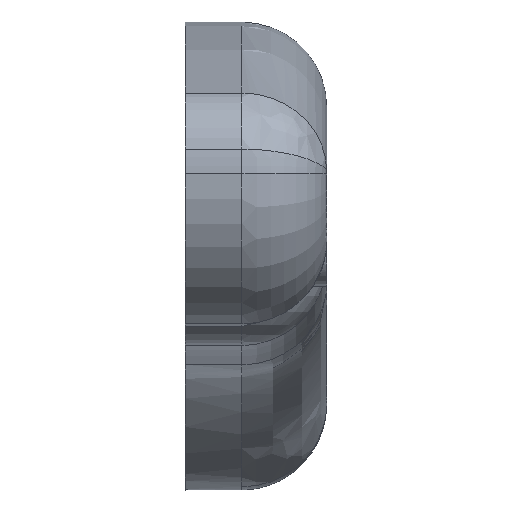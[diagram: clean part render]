
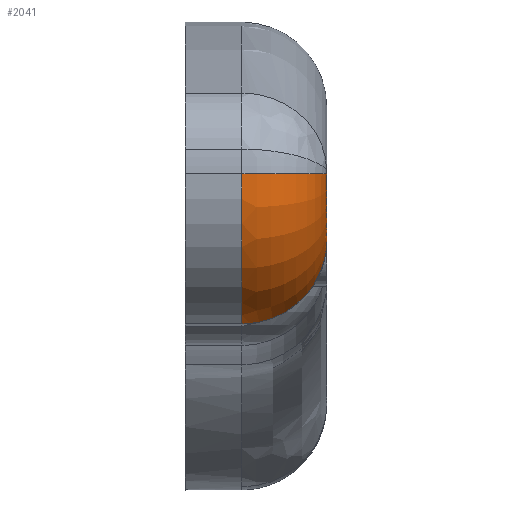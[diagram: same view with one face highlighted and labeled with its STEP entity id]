
A CAD part, top view. The second image highlights one B-rep face of the part: STEP entity #2041.
In plain terms, the highlighted toroidal (fillet/blend) face has major radius 9.94 mm and minor radius 12 mm.
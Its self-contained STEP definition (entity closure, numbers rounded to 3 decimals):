
#4 = VERTEX_POINT ( 'NONE', #3146 ) ;
#92 = CARTESIAN_POINT ( 'NONE',  ( 19.979, -105.889, 146.205 ) ) ;
#94 = VERTEX_POINT ( 'NONE', #2890 ) ;
#139 = CARTESIAN_POINT ( 'NONE',  ( 19.979, -105.889, 146.205 ) ) ;
#154 = CARTESIAN_POINT ( 'NONE',  ( 19.602, -108.457, 146.052 ) ) ;
#172 = CARTESIAN_POINT ( 'NONE',  ( 15.045, -114.96, 147.446 ) ) ;
#192 = B_SPLINE_CURVE_WITH_KNOTS ( 'NONE', 3,
 ( #1325, #1822, #1605, #2726 ),
 .UNSPECIFIED., .F., .F.,
 ( 4, 4 ),
 ( 0.004, 0.004 ),
 .UNSPECIFIED. ) ;
#207 = CARTESIAN_POINT ( 'NONE',  ( 8., -117.211, 147.859 ) ) ;
#225 = CARTESIAN_POINT ( 'NONE',  ( 10.713, -116.909, 147.805 ) ) ;
#336 = CIRCLE ( 'NONE', #926, 9.94 ) ;
#347 = EDGE_CURVE ( 'NONE', #1455, #1039, #192, .T. ) ;
#369 = ORIENTED_EDGE ( 'NONE', *, *, #347, .F. ) ;
#445 = CARTESIAN_POINT ( 'NONE',  ( 9.372, -117.152, 147.848 ) ) ;
#460 = TOROIDAL_SURFACE ( 'NONE', #2213, 9.94, 12. ) ;
#464 = CARTESIAN_POINT ( 'NONE',  ( 19.295, -109.414, 146.278 ) ) ;
#545 = ORIENTED_EDGE ( 'NONE', *, *, #3336, .F. ) ;
#643 = ORIENTED_EDGE ( 'NONE', *, *, #1105, .F. ) ;
#703 = CARTESIAN_POINT ( 'NONE',  ( 13.299, -116.014, 147.644 ) ) ;
#721 = CARTESIAN_POINT ( 'NONE',  ( 17.28, -112.89, 147.037 ) ) ;
#760 = CARTESIAN_POINT ( 'NONE',  ( 19.406, -109.099, 146.204 ) ) ;
#926 = AXIS2_PLACEMENT_3D ( 'NONE', #2962, #3207, #1350 ) ;
#939 = CARTESIAN_POINT ( 'NONE',  ( 19.808, -107.498, 145.994 ) ) ;
#980 = AXIS2_PLACEMENT_3D ( 'NONE', #2946, #2628, #1896 ) ;
#987 = CARTESIAN_POINT ( 'NONE',  ( 12.678, -116.294, 147.695 ) ) ;
#1004 = CARTESIAN_POINT ( 'NONE',  ( 18.922, -110.343, 146.491 ) ) ;
#1036 = CARTESIAN_POINT ( 'NONE',  ( 11.705, -116.637, 147.757 ) ) ;
#1039 = VERTEX_POINT ( 'NONE', #139 ) ;
#1056 = CARTESIAN_POINT ( 'NONE',  ( 17.493, -112.628, 146.983 ) ) ;
#1069 = DIRECTION ( 'NONE',  ( 1., 0., 0. ) ) ;
#1086 = FACE_OUTER_BOUND ( 'NONE', #1505, .T. ) ;
#1100 = ORIENTED_EDGE ( 'NONE', *, *, #1132, .F. ) ;
#1105 = EDGE_CURVE ( 'NONE', #1039, #3409, #1506, .T. ) ;
#1132 = EDGE_CURVE ( 'NONE', #3409, #3057, #2024, .T. ) ;
#1214 = CARTESIAN_POINT ( 'NONE',  ( 19.855, -107.185, 146.073 ) ) ;
#1291 = CARTESIAN_POINT ( 'NONE',  ( 16.121, -114.115, 147.283 ) ) ;
#1307 = CARTESIAN_POINT ( 'NONE',  ( 19.686, -108.131, 145.973 ) ) ;
#1325 = CARTESIAN_POINT ( 'NONE',  ( 20., -105.136, 146.158 ) ) ;
#1350 = DIRECTION ( 'NONE',  ( 0., 0., -1. ) ) ;
#1408 = DIRECTION ( 'NONE',  ( 0., 1., 0. ) ) ;
#1455 = VERTEX_POINT ( 'NONE', #3343 ) ;
#1505 = EDGE_LOOP ( 'NONE', ( #1980, #545, #1100, #643, #369, #1894 ) ) ;
#1506 = B_SPLINE_CURVE_WITH_KNOTS ( 'NONE', 3,
 ( #92, #2011, #2062, #1214, #939, #2322 ),
 .UNSPECIFIED., .F., .F.,
 ( 4, 2, 4 ),
 ( 0.004, 0.005, 0.006 ),
 .UNSPECIFIED. ) ;
#1513 = EDGE_CURVE ( 'NONE', #4, #94, #1922, .T. ) ;
#1552 = CARTESIAN_POINT ( 'NONE',  ( 11.375, -116.737, 147.775 ) ) ;
#1605 = CARTESIAN_POINT ( 'NONE',  ( 19.993, -105.638, 146.205 ) ) ;
#1626 = CARTESIAN_POINT ( 'NONE',  ( 16.61, -113.648, 147.191 ) ) ;
#1822 = CARTESIAN_POINT ( 'NONE',  ( 20., -105.387, 146.19 ) ) ;
#1838 = CARTESIAN_POINT ( 'NONE',  ( 14.189, -115.519, 147.552 ) ) ;
#1894 = ORIENTED_EDGE ( 'NONE', *, *, #3222, .F. ) ;
#1896 = DIRECTION ( 'NONE',  ( 0., 0., -1. ) ) ;
#1922 = CIRCLE ( 'NONE', #3461, 12. ) ;
#1939 = CARTESIAN_POINT ( 'NONE',  ( 8., -117.211, 147.859 ) ) ;
#1980 = ORIENTED_EDGE ( 'NONE', *, *, #1513, .F. ) ;
#2011 = CARTESIAN_POINT ( 'NONE',  ( 19.961, -106.214, 146.205 ) ) ;
#2024 = B_SPLINE_CURVE_WITH_KNOTS ( 'NONE', 3,
 ( #3553, #1307, #154, #760, #464, #1004, #2110, #3574, #2727, #1056, #721, #1626, #1291, #2162, #172, #2419, #1838, #703, #987, #1036, #1552, #225, #2143, #445, #2669, #207 ),
 .UNSPECIFIED., .F., .F.,
 ( 4, 2, 2, 2, 2, 2, 2, 2, 2, 2, 2, 2, 4 ),
 ( 0.002, 0.003, 0.004, 0.007, 0.008, 0.009, 0.011, 0.012, 0.013, 0.015, 0.016, 0.017, 0.019 ),
 .UNSPECIFIED. ) ;
#2041 = ADVANCED_FACE ( 'NONE', ( #1086 ), #460, .T. ) ;
#2062 = CARTESIAN_POINT ( 'NONE',  ( 19.932, -106.54, 146.179 ) ) ;
#2110 = CARTESIAN_POINT ( 'NONE',  ( 18.621, -110.94, 146.624 ) ) ;
#2143 = CARTESIAN_POINT ( 'NONE',  ( 10.379, -116.98, 147.818 ) ) ;
#2162 = CARTESIAN_POINT ( 'NONE',  ( 15.323, -114.756, 147.407 ) ) ;
#2177 = DIRECTION ( 'NONE',  ( 0., 0., -1. ) ) ;
#2182 = CARTESIAN_POINT ( 'NONE',  ( 8., -96.006, 152.168 ) ) ;
#2213 = AXIS2_PLACEMENT_3D ( 'NONE', #3588, #1069, #2177 ) ;
#2224 = DIRECTION ( 'NONE',  ( 0., 0., 1. ) ) ;
#2322 = CARTESIAN_POINT ( 'NONE',  ( 19.755, -107.803, 145.892 ) ) ;
#2372 = CIRCLE ( 'NONE', #980, 21.94 ) ;
#2419 = CARTESIAN_POINT ( 'NONE',  ( 14.479, -115.341, 147.518 ) ) ;
#2628 = DIRECTION ( 'NONE',  ( -1., 0., 0. ) ) ;
#2669 = CARTESIAN_POINT ( 'NONE',  ( 8.691, -117.211, 147.859 ) ) ;
#2679 = CARTESIAN_POINT ( 'NONE',  ( 19.755, -107.803, 145.892 ) ) ;
#2726 = CARTESIAN_POINT ( 'NONE',  ( 19.979, -105.889, 146.205 ) ) ;
#2727 = CARTESIAN_POINT ( 'NONE',  ( 17.897, -112.084, 146.869 ) ) ;
#2890 = CARTESIAN_POINT ( 'NONE',  ( 20., -96.006, 152.168 ) ) ;
#2946 = CARTESIAN_POINT ( 'NONE',  ( 8., -96.006, 142.228 ) ) ;
#2962 = CARTESIAN_POINT ( 'NONE',  ( 20., -96.006, 142.228 ) ) ;
#3057 = VERTEX_POINT ( 'NONE', #1939 ) ;
#3146 = CARTESIAN_POINT ( 'NONE',  ( 8., -96.006, 164.168 ) ) ;
#3207 = DIRECTION ( 'NONE',  ( 1., 0., 0. ) ) ;
#3222 = EDGE_CURVE ( 'NONE', #94, #1455, #336, .T. ) ;
#3336 = EDGE_CURVE ( 'NONE', #3057, #4, #2372, .T. ) ;
#3343 = CARTESIAN_POINT ( 'NONE',  ( 20., -105.136, 146.158 ) ) ;
#3409 = VERTEX_POINT ( 'NONE', #2679 ) ;
#3461 = AXIS2_PLACEMENT_3D ( 'NONE', #2182, #1408, #2224 ) ;
#3553 = CARTESIAN_POINT ( 'NONE',  ( 19.755, -107.803, 145.892 ) ) ;
#3574 = CARTESIAN_POINT ( 'NONE',  ( 18.089, -111.801, 146.809 ) ) ;
#3588 = CARTESIAN_POINT ( 'NONE',  ( 8., -96.006, 142.228 ) ) ;
